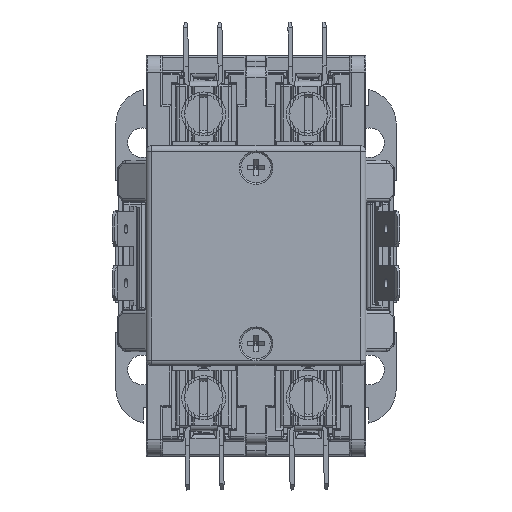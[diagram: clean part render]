
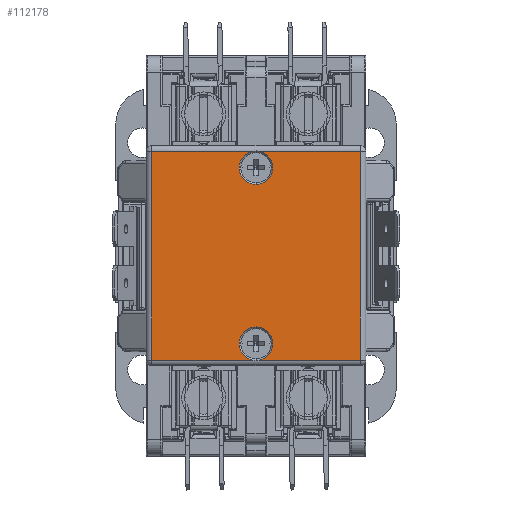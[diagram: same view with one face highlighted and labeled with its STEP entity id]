
A CAD part, top view. The second image highlights one B-rep face of the part: STEP entity #112178.
In plain terms, the highlighted face is planar.
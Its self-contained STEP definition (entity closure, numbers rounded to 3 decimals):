
#106914=DIRECTION('',(-1.,0.,0.));
#106915=VECTOR('',#106914,18.45);
#106916=CARTESIAN_POINT('',(19.,0.,19.));
#106917=LINE('',#106916,#106915);
#106930=CARTESIAN_POINT('',(-0.55,0.,19.));
#106932=DIRECTION('',(-1.,0.,0.));
#106933=VECTOR('',#106932,18.45);
#106934=CARTESIAN_POINT('',(-0.55,0.,19.));
#106935=LINE('',#106934,#106933);
#108157=DIRECTION('',(0.,0.,-1.));
#108158=VECTOR('',#108157,38.);
#108159=CARTESIAN_POINT('',(-19.,0.,19.));
#108160=LINE('',#108159,#108158);
#108175=CARTESIAN_POINT('',(0.,0.,16.));
#108176=DIRECTION('',(0.,1.,0.));
#108177=DIRECTION('',(0.,0.,-1.));
#108178=AXIS2_PLACEMENT_3D('',#108175,#108176,#108177);
#108180=CARTESIAN_POINT('',(0.,0.,16.));
#108181=DIRECTION('',(0.,1.,0.));
#108182=DIRECTION('',(0.18,0.,0.984));
#108183=AXIS2_PLACEMENT_3D('',#108180,#108181,#108182);
#108185=CARTESIAN_POINT('',(0.,0.,-16.));
#108186=DIRECTION('',(0.,-1.,0.));
#108187=DIRECTION('',(0.18,0.,-0.984));
#108188=AXIS2_PLACEMENT_3D('',#108185,#108186,#108187);
#108190=CARTESIAN_POINT('',(0.,0.,-16.));
#108191=DIRECTION('',(0.,-1.,0.));
#108192=DIRECTION('',(0.,0.,1.));
#108193=AXIS2_PLACEMENT_3D('',#108190,#108191,#108192);
#108195=DIRECTION('',(0.,0.,1.));
#108196=VECTOR('',#108195,38.);
#108197=CARTESIAN_POINT('',(19.,0.,-19.));
#108198=LINE('',#108197,#108196);
#108222=DIRECTION('',(1.,0.,0.));
#108223=VECTOR('',#108222,18.45);
#108224=CARTESIAN_POINT('',(-19.,0.,-19.));
#108225=LINE('',#108224,#108223);
#108238=CARTESIAN_POINT('',(0.55,0.,-19.));
#108240=DIRECTION('',(1.,0.,0.));
#108241=VECTOR('',#108240,18.45);
#108242=CARTESIAN_POINT('',(0.55,0.,-19.));
#108243=LINE('',#108242,#108241);
#108629=CARTESIAN_POINT('',(0.,0.,12.95));
#108630=VERTEX_POINT('',#108629);
#108635=CARTESIAN_POINT('',(0.,0.,-12.95));
#108636=VERTEX_POINT('',#108635);
#108637=CARTESIAN_POINT('',(-19.,0.,19.));
#108638=CARTESIAN_POINT('',(-19.,0.,-19.));
#108639=VERTEX_POINT('',#108637);
#108640=VERTEX_POINT('',#108638);
#108645=CARTESIAN_POINT('',(-0.55,0.,-19.));
#108646=VERTEX_POINT('',#108645);
#108655=CARTESIAN_POINT('',(19.,0.,-19.));
#108656=CARTESIAN_POINT('',(19.,0.,19.));
#108657=VERTEX_POINT('',#108655);
#108658=VERTEX_POINT('',#108656);
#108661=CARTESIAN_POINT('',(0.55,0.,19.));
#108662=VERTEX_POINT('',#108661);
#108698=VERTEX_POINT('',#108238);
#108700=VERTEX_POINT('',#106930);
#112155=CARTESIAN_POINT('',(0.,0.,0.));
#112156=DIRECTION('',(0.,1.,0.));
#112157=DIRECTION('',(1.,0.,0.));
#112158=AXIS2_PLACEMENT_3D('',#112155,#112156,#112157);
#112159=PLANE('',#112158);
#112160=ORIENTED_EDGE('',*,*,#112145,.F.);
#112161=ORIENTED_EDGE('',*,*,#110329,.F.);
#112163=ORIENTED_EDGE('',*,*,#112162,.F.);
#112164=ORIENTED_EDGE('',*,*,#110306,.F.);
#112165=ORIENTED_EDGE('',*,*,#110324,.F.);
#112167=ORIENTED_EDGE('',*,*,#112166,.F.);
#112169=ORIENTED_EDGE('',*,*,#112168,.F.);
#112171=ORIENTED_EDGE('',*,*,#112170,.T.);
#112173=ORIENTED_EDGE('',*,*,#112172,.T.);
#112175=ORIENTED_EDGE('',*,*,#112174,.F.);
#112176=EDGE_LOOP('',(#112160,#112161,#112163,#112164,#112165,#112167,#112169,
#112171,#112173,#112175));
#112177=FACE_OUTER_BOUND('',#112176,.F.);
#108179=CIRCLE('',#108178,3.05);
#108184=CIRCLE('',#108183,3.05);
#108189=CIRCLE('',#108188,3.05);
#108194=CIRCLE('',#108193,3.05);
#110306=EDGE_CURVE('',#108662,#108630,#108184,.T.);
#110324=EDGE_CURVE('',#108658,#108662,#106917,.T.);
#110329=EDGE_CURVE('',#108700,#108639,#106935,.T.);
#112145=EDGE_CURVE('',#108639,#108640,#108160,.T.);
#112162=EDGE_CURVE('',#108630,#108700,#108179,.T.);
#112166=EDGE_CURVE('',#108657,#108658,#108198,.T.);
#112168=EDGE_CURVE('',#108698,#108657,#108243,.T.);
#112170=EDGE_CURVE('',#108698,#108636,#108189,.T.);
#112172=EDGE_CURVE('',#108636,#108646,#108194,.T.);
#112174=EDGE_CURVE('',#108640,#108646,#108225,.T.);
#112178=ADVANCED_FACE('',(#112177),#112159,.F.);
